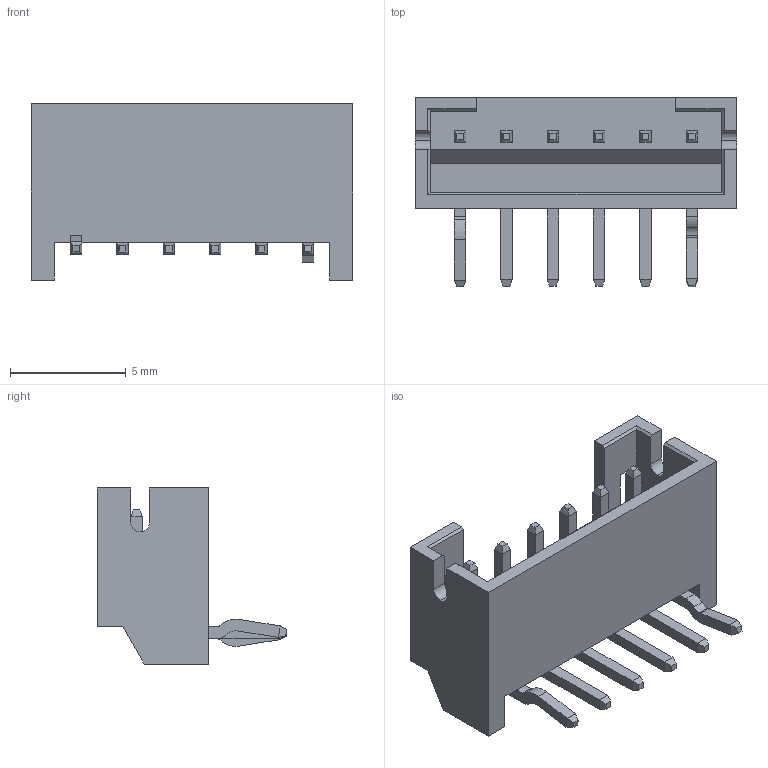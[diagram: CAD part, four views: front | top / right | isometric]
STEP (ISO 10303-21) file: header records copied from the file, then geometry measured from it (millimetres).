
FILE_DESCRIPTION (( 'STEP AP214' ), '1' );
FILE_NAME ('S6B-PH-K-S(LF)(SN).STEP', '2020-02-13T20:53:10', ( '' ), ( '' ), 'SwSTEP 2.0', 'SolidWorks 2017', '' );
FILE_SCHEMA (( 'AUTOMOTIVE_DESIGN' ));
Length unit declared in the file: millimetre
Products named in the file (1): S6B-PH-K-S(LF)(SN)
Bounding box: 13.9 x 8.18 x 7.6 mm (x, y, z)
Volume: 197.4 mm3; surface area: 621 mm2
Topology: 7 solids, 7 shells, 185 faces, 471 edges, 296 vertices
Faces by surface type: plane 165, cylinder 20
Entity records: 5553 total; most frequent: CARTESIAN_POINT 953, ORIENTED_EDGE 942, DIRECTION 883, EDGE_CURVE 471, VECTOR 431, LINE 431, VERTEX_POINT 296, AXIS2_PLACEMENT_3D 226
